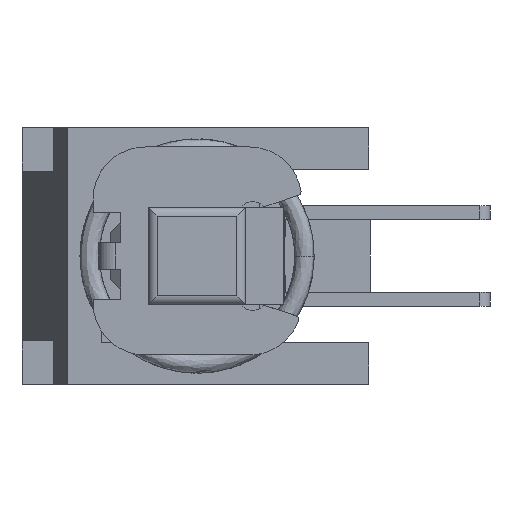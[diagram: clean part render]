
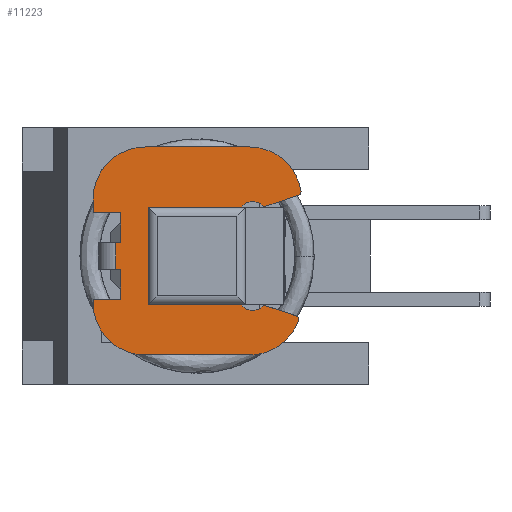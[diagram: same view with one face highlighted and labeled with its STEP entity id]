
A CAD part, left-side view. The second image highlights one B-rep face of the part: STEP entity #11223.
In plain terms, the highlighted planar face has unit normal (-1, 0, 0).
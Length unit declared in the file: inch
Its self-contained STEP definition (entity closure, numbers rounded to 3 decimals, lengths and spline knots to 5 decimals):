
#3202=DIRECTION('',(0.,1.,0.));
#3203=VECTOR('',#3202,0.00591);
#3204=CARTESIAN_POINT('',(-0.55118,-0.01181,
0.0153));
#3205=LINE('',#3204,#3203);
#3507=DIRECTION('',(0.,-1.,0.));
#3508=VECTOR('',#3507,0.105);
#3509=CARTESIAN_POINT('',(-0.55118,-0.04331,
-0.05512));
#3510=LINE('',#3509,#3508);
#3515=CARTESIAN_POINT('',(-0.55118,-0.16142,
-0.04562));
#3516=DIRECTION('',(1.,0.,0.));
#3517=DIRECTION('',(0.,-0.688,-0.726));
#3518=AXIS2_PLACEMENT_3D('',#3515,#3516,#3517);
#3520=CARTESIAN_POINT('',(-0.55118,-0.17527,
-0.06023));
#3521=DIRECTION('',(-1.,0.,0.));
#3522=DIRECTION('',(0.,-0.319,0.948));
#3523=AXIS2_PLACEMENT_3D('',#3520,#3521,#3522);
#3525=DIRECTION('',(0.,0.948,0.319));
#3526=VECTOR('',#3525,0.03662);
#3527=CARTESIAN_POINT('',(-0.55118,-0.21122,
-0.06819));
#3528=LINE('',#3527,#3526);
#3529=CARTESIAN_POINT('',(-0.55118,-0.20997,
-0.07192));
#3530=DIRECTION('',(-1.,0.,0.));
#3531=DIRECTION('',(0.,-0.942,-0.337));
#3532=AXIS2_PLACEMENT_3D('',#3529,#3530,#3531);
#3534=CARTESIAN_POINT('',(-0.55118,-0.15807,
-0.05335));
#3535=DIRECTION('',(-1.,0.,0.));
#3536=DIRECTION('',(0.,0.,-1.));
#3537=AXIS2_PLACEMENT_3D('',#3534,#3535,#3536);
#3539=DIRECTION('',(0.,-1.,0.));
#3540=VECTOR('',#3539,0.1187);
#3541=CARTESIAN_POINT('',(-0.55118,-0.03937,
-0.11241));
#3542=LINE('',#3541,#3540);
#3543=CARTESIAN_POINT('',(-0.55118,-0.03937,
-0.05335));
#3544=DIRECTION('',(-1.,0.,0.));
#3545=DIRECTION('',(0.,1.,0.));
#3546=AXIS2_PLACEMENT_3D('',#3543,#3544,#3545);
#3548=DIRECTION('',(0.,0.,-1.));
#3549=VECTOR('',#3548,0.00414);
#3550=CARTESIAN_POINT('',(-0.55118,0.01969,
-0.04921));
#3551=LINE('',#3550,#3549);
#3552=DIRECTION('',(0.,1.,0.));
#3553=VECTOR('',#3552,0.0315);
#3554=CARTESIAN_POINT('',(-0.55118,-0.01181,
-0.04921));
#3555=LINE('',#3554,#3553);
#3556=DIRECTION('',(0.,0.,-1.));
#3557=VECTOR('',#3556,0.03391);
#3558=CARTESIAN_POINT('',(-0.55118,-0.01181,
-0.0153));
#3559=LINE('',#3558,#3557);
#3560=DIRECTION('',(0.,1.,0.));
#3561=VECTOR('',#3560,0.00591);
#3562=CARTESIAN_POINT('',(-0.55118,-0.01181,
-0.0153));
#3563=LINE('',#3562,#3561);
#3564=DIRECTION('',(0.,0.,1.));
#3565=VECTOR('',#3564,0.0306);
#3566=CARTESIAN_POINT('',(-0.55118,-0.00591,
-0.0153));
#3567=LINE('',#3566,#3565);
#3568=DIRECTION('',(0.,0.,-1.));
#3569=VECTOR('',#3568,0.03391);
#3570=CARTESIAN_POINT('',(-0.55118,-0.01181,
0.04921));
#3571=LINE('',#3570,#3569);
#3572=DIRECTION('',(0.,-1.,0.));
#3573=VECTOR('',#3572,0.0315);
#3574=CARTESIAN_POINT('',(-0.55118,0.01969,
0.04921));
#3575=LINE('',#3574,#3573);
#3576=DIRECTION('',(0.,0.,-1.));
#3577=VECTOR('',#3576,0.01555);
#3578=CARTESIAN_POINT('',(-0.55118,0.01969,
0.06476));
#3579=LINE('',#3578,#3577);
#3580=CARTESIAN_POINT('',(-0.55118,-0.03937,
0.06476));
#3581=DIRECTION('',(-1.,0.,0.));
#3582=DIRECTION('',(0.,0.,1.));
#3583=AXIS2_PLACEMENT_3D('',#3580,#3581,#3582);
#3585=DIRECTION('',(0.,1.,0.));
#3586=VECTOR('',#3585,0.1187);
#3587=CARTESIAN_POINT('',(-0.55118,-0.15807,
0.12382));
#3588=LINE('',#3587,#3586);
#3589=CARTESIAN_POINT('',(-0.55118,-0.15807,
0.06476));
#3590=DIRECTION('',(-1.,0.,0.));
#3591=DIRECTION('',(0.,-0.989,0.146));
#3592=AXIS2_PLACEMENT_3D('',#3589,#3590,#3591);
#3594=CARTESIAN_POINT('',(-0.55118,-0.2126,
0.07281));
#3595=DIRECTION('',(-1.,0.,0.));
#3596=DIRECTION('',(0.,-0.319,-0.948));
#3597=AXIS2_PLACEMENT_3D('',#3594,#3595,#3596);
#3599=DIRECTION('',(0.,-0.948,0.319));
#3600=VECTOR('',#3599,0.03939);
#3601=CARTESIAN_POINT('',(-0.55118,-0.17652,
0.0565));
#3602=LINE('',#3601,#3600);
#3603=CARTESIAN_POINT('',(-0.55118,-0.17527,
0.06023));
#3604=DIRECTION('',(-1.,0.,0.));
#3605=DIRECTION('',(0.,0.688,-0.726));
#3606=AXIS2_PLACEMENT_3D('',#3603,#3604,#3605);
#3608=CARTESIAN_POINT('',(-0.55118,-0.16142,
0.04562));
#3609=DIRECTION('',(1.,0.,0.));
#3610=DIRECTION('',(0.,0.81,0.587));
#3611=AXIS2_PLACEMENT_3D('',#3608,#3609,#3610);
#3985=DIRECTION('',(0.,0.,1.));
#3986=VECTOR('',#3985,0.11024);
#3987=CARTESIAN_POINT('',(-0.55118,-0.04331,
-0.05512));
#3988=LINE('',#3987,#3986);
#3993=DIRECTION('',(0.,1.,0.));
#3994=VECTOR('',#3993,0.105);
#3995=CARTESIAN_POINT('',(-0.55118,-0.1483,
0.05512));
#3996=LINE('',#3995,#3994);
#5891=CARTESIAN_POINT('',(-0.55118,-0.21122,
-0.06819));
#5892=CARTESIAN_POINT('',(-0.55118,-0.17652,
-0.0565));
#5893=VERTEX_POINT('',#5891);
#5894=VERTEX_POINT('',#5892);
#5895=CARTESIAN_POINT('',(-0.55118,-0.17256,
-0.05737));
#5896=VERTEX_POINT('',#5895);
#5897=CARTESIAN_POINT('',(-0.55118,-0.17256,
0.05737));
#5898=CARTESIAN_POINT('',(-0.55118,-0.17652,
0.0565));
#5899=VERTEX_POINT('',#5897);
#5900=VERTEX_POINT('',#5898);
#5901=CARTESIAN_POINT('',(-0.55118,-0.21386,
0.06908));
#5902=VERTEX_POINT('',#5901);
#5903=CARTESIAN_POINT('',(-0.55118,-0.21649,
0.07338));
#5904=VERTEX_POINT('',#5903);
#5905=CARTESIAN_POINT('',(-0.55118,-0.15807,
0.12382));
#5906=VERTEX_POINT('',#5905);
#5907=CARTESIAN_POINT('',(-0.55118,-0.03937,
0.12382));
#5908=VERTEX_POINT('',#5907);
#5909=CARTESIAN_POINT('',(-0.55118,0.01969,
0.06476));
#5910=VERTEX_POINT('',#5909);
#5911=CARTESIAN_POINT('',(-0.55118,0.01969,
0.04921));
#5912=VERTEX_POINT('',#5911);
#5913=CARTESIAN_POINT('',(-0.55118,-0.01181,
0.04921));
#5914=VERTEX_POINT('',#5913);
#5915=CARTESIAN_POINT('',(-0.55118,-0.01181,
-0.04921));
#5916=CARTESIAN_POINT('',(-0.55118,0.01969,
-0.04921));
#5917=VERTEX_POINT('',#5915);
#5918=VERTEX_POINT('',#5916);
#5919=CARTESIAN_POINT('',(-0.55118,0.01969,
-0.05335));
#5920=VERTEX_POINT('',#5919);
#5921=CARTESIAN_POINT('',(-0.55118,-0.03937,
-0.11241));
#5922=VERTEX_POINT('',#5921);
#5923=CARTESIAN_POINT('',(-0.55118,-0.15807,
-0.11241));
#5924=VERTEX_POINT('',#5923);
#5925=CARTESIAN_POINT('',(-0.55118,-0.21367,
-0.07325));
#5926=VERTEX_POINT('',#5925);
#5937=CARTESIAN_POINT('',(-0.55118,-0.01181,
0.0153));
#5938=VERTEX_POINT('',#5937);
#5939=CARTESIAN_POINT('',(-0.55118,-0.01181,
-0.0153));
#5940=VERTEX_POINT('',#5939);
#5942=CARTESIAN_POINT('',(-0.55118,-0.00591,
0.0153));
#5944=VERTEX_POINT('',#5942);
#5945=CARTESIAN_POINT('',(-0.55118,-0.00591,
-0.0153));
#5946=VERTEX_POINT('',#5945);
#5950=CARTESIAN_POINT('',(-0.55118,-0.1483,
-0.05512));
#5952=VERTEX_POINT('',#5950);
#5967=CARTESIAN_POINT('',(-0.55118,-0.1483,
0.05512));
#5968=VERTEX_POINT('',#5967);
#5969=CARTESIAN_POINT('',(-0.55118,-0.04331,
-0.05512));
#5970=VERTEX_POINT('',#5969);
#5971=CARTESIAN_POINT('',(-0.55118,-0.04331,
0.05512));
#5972=VERTEX_POINT('',#5971);
#11167=CARTESIAN_POINT('',(-0.55118,-0.08268,0.));
#11168=DIRECTION('',(-1.,0.,0.));
#11169=DIRECTION('',(0.,0.,1.));
#11170=AXIS2_PLACEMENT_3D('',#11167,#11168,#11169);
#11171=PLANE('',#11170);
#11172=ORIENTED_EDGE('',*,*,#11155,.T.);
#11173=ORIENTED_EDGE('',*,*,#11124,.F.);
#11175=ORIENTED_EDGE('',*,*,#11174,.F.);
#11177=ORIENTED_EDGE('',*,*,#11176,.F.);
#11179=ORIENTED_EDGE('',*,*,#11178,.F.);
#11181=ORIENTED_EDGE('',*,*,#11180,.F.);
#11183=ORIENTED_EDGE('',*,*,#11182,.F.);
#11185=ORIENTED_EDGE('',*,*,#11184,.F.);
#11187=ORIENTED_EDGE('',*,*,#11186,.F.);
#11189=ORIENTED_EDGE('',*,*,#11188,.F.);
#11191=ORIENTED_EDGE('',*,*,#11190,.F.);
#11193=ORIENTED_EDGE('',*,*,#11192,.T.);
#11195=ORIENTED_EDGE('',*,*,#11194,.T.);
#11196=ORIENTED_EDGE('',*,*,#10638,.F.);
#11198=ORIENTED_EDGE('',*,*,#11197,.F.);
#11200=ORIENTED_EDGE('',*,*,#11199,.F.);
#11202=ORIENTED_EDGE('',*,*,#11201,.F.);
#11204=ORIENTED_EDGE('',*,*,#11203,.F.);
#11206=ORIENTED_EDGE('',*,*,#11205,.F.);
#11208=ORIENTED_EDGE('',*,*,#11207,.F.);
#11210=ORIENTED_EDGE('',*,*,#11209,.F.);
#11212=ORIENTED_EDGE('',*,*,#11211,.F.);
#11214=ORIENTED_EDGE('',*,*,#11213,.F.);
#11216=ORIENTED_EDGE('',*,*,#11215,.F.);
#11218=ORIENTED_EDGE('',*,*,#11217,.T.);
#11220=ORIENTED_EDGE('',*,*,#11219,.F.);
#11221=EDGE_LOOP('',(#11172,#11173,#11175,#11177,#11179,#11181,#11183,#11185,
#11187,#11189,#11191,#11193,#11195,#11196,#11198,#11200,#11202,#11204,#11206,
#11208,#11210,#11212,#11214,#11216,#11218,#11220));
#11222=FACE_OUTER_BOUND('',#11221,.F.);
#11223=ADVANCED_FACE('',(#11222),#11171,.T.);
#3519=CIRCLE('',#3518,0.01619);
#3524=CIRCLE('',#3523,0.00394);
#3533=CIRCLE('',#3532,0.00394);
#3538=CIRCLE('',#3537,0.05906);
#3547=CIRCLE('',#3546,0.05906);
#3584=CIRCLE('',#3583,0.05906);
#3593=CIRCLE('',#3592,0.05906);
#3598=CIRCLE('',#3597,0.00394);
#3607=CIRCLE('',#3606,0.00394);
#3612=CIRCLE('',#3611,0.01619);
#10638=EDGE_CURVE('',#5938,#5944,#3205,.T.);
#11124=EDGE_CURVE('',#5896,#5952,#3519,.T.);
#11155=EDGE_CURVE('',#5970,#5952,#3510,.T.);
#11174=EDGE_CURVE('',#5894,#5896,#3524,.T.);
#11176=EDGE_CURVE('',#5893,#5894,#3528,.T.);
#11178=EDGE_CURVE('',#5926,#5893,#3533,.T.);
#11180=EDGE_CURVE('',#5924,#5926,#3538,.T.);
#11182=EDGE_CURVE('',#5922,#5924,#3542,.T.);
#11184=EDGE_CURVE('',#5920,#5922,#3547,.T.);
#11186=EDGE_CURVE('',#5918,#5920,#3551,.T.);
#11188=EDGE_CURVE('',#5917,#5918,#3555,.T.);
#11190=EDGE_CURVE('',#5940,#5917,#3559,.T.);
#11192=EDGE_CURVE('',#5940,#5946,#3563,.T.);
#11194=EDGE_CURVE('',#5946,#5944,#3567,.T.);
#11197=EDGE_CURVE('',#5914,#5938,#3571,.T.);
#11199=EDGE_CURVE('',#5912,#5914,#3575,.T.);
#11201=EDGE_CURVE('',#5910,#5912,#3579,.T.);
#11203=EDGE_CURVE('',#5908,#5910,#3584,.T.);
#11205=EDGE_CURVE('',#5906,#5908,#3588,.T.);
#11207=EDGE_CURVE('',#5904,#5906,#3593,.T.);
#11209=EDGE_CURVE('',#5902,#5904,#3598,.T.);
#11211=EDGE_CURVE('',#5900,#5902,#3602,.T.);
#11213=EDGE_CURVE('',#5899,#5900,#3607,.T.);
#11215=EDGE_CURVE('',#5968,#5899,#3612,.T.);
#11217=EDGE_CURVE('',#5968,#5972,#3996,.T.);
#11219=EDGE_CURVE('',#5970,#5972,#3988,.T.);
